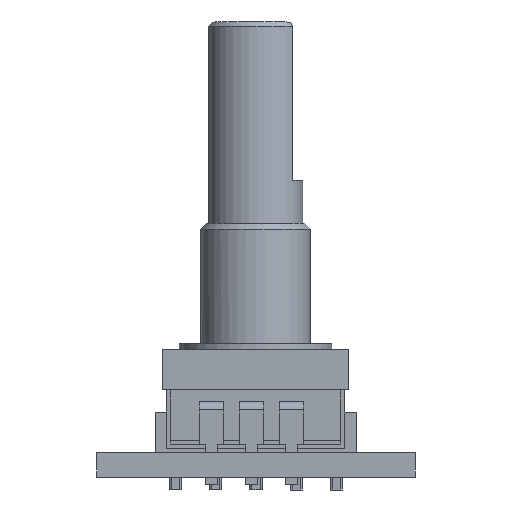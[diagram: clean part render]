
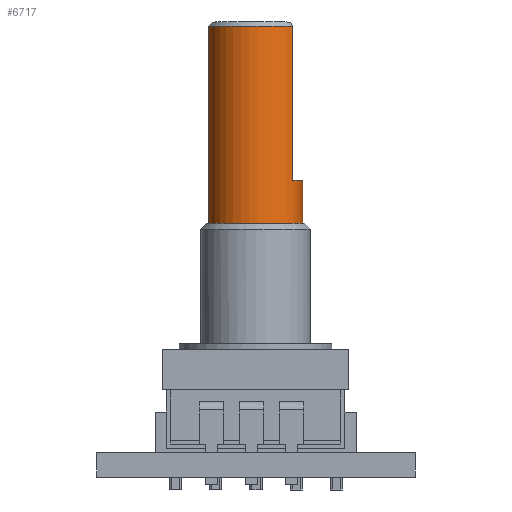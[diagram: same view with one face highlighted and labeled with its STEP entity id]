
A CAD part, left-side view. The second image highlights one B-rep face of the part: STEP entity #6717.
In plain terms, the highlighted cylindrical face has radius 2.985 mm (diameter 5.969 mm), a full revolution.
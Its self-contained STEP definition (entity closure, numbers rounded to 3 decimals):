
#418=LINE('',#10116,#1188);
#419=LINE('',#10121,#1189);
#420=LINE('',#10124,#1190);
#1188=VECTOR('',#8080,2.985);
#1189=VECTOR('',#8085,9.754);
#1190=VECTOR('',#8088,9.754);
#1749=CYLINDRICAL_SURFACE('',#7193,2.985);
#1933=FACE_OUTER_BOUND('',#2295,.T.);
#2295=EDGE_LOOP('',(#4824,#4825,#4826,#4827,#4828,#4829,#4830,#4831));
#2623=CIRCLE('',#7194,2.985);
#2624=CIRCLE('',#7195,2.985);
#2625=CIRCLE('',#7196,2.985);
#2626=CIRCLE('',#7197,2.985);
#2976=VERTEX_POINT('',#10112);
#2977=VERTEX_POINT('',#10113);
#2978=VERTEX_POINT('',#10115);
#2979=VERTEX_POINT('',#10118);
#2980=VERTEX_POINT('',#10120);
#2981=VERTEX_POINT('',#10122);
#3679=EDGE_CURVE('',#2976,#2977,#2623,.T.);
#3680=EDGE_CURVE('',#2977,#2978,#418,.T.);
#3681=EDGE_CURVE('',#2978,#2978,#2624,.T.);
#3682=EDGE_CURVE('',#2977,#2979,#2625,.T.);
#3683=EDGE_CURVE('',#2979,#2980,#419,.T.);
#3684=EDGE_CURVE('',#2981,#2980,#2626,.T.);
#3685=EDGE_CURVE('',#2981,#2976,#420,.T.);
#4824=ORIENTED_EDGE('',*,*,#3679,.T.);
#4825=ORIENTED_EDGE('',*,*,#3680,.T.);
#4826=ORIENTED_EDGE('',*,*,#3681,.F.);
#4827=ORIENTED_EDGE('',*,*,#3680,.F.);
#4828=ORIENTED_EDGE('',*,*,#3682,.T.);
#4829=ORIENTED_EDGE('',*,*,#3683,.T.);
#4830=ORIENTED_EDGE('',*,*,#3684,.F.);
#4831=ORIENTED_EDGE('',*,*,#3685,.T.);
#6717=ADVANCED_FACE('',(#1933),#1749,.T.);
#7193=AXIS2_PLACEMENT_3D('',#10111,#8076,#8077);
#7194=AXIS2_PLACEMENT_3D('',#10114,#8078,#8079);
#7195=AXIS2_PLACEMENT_3D('',#10117,#8081,#8082);
#7196=AXIS2_PLACEMENT_3D('',#10119,#8083,#8084);
#7197=AXIS2_PLACEMENT_3D('',#10123,#8086,#8087);
#8076=DIRECTION('center_axis',(0.,0.,
1.));
#8077=DIRECTION('ref_axis',(-0.371,0.929,0.));
#8078=DIRECTION('center_axis',(0.,0.,
-1.));
#8079=DIRECTION('ref_axis',(-0.371,0.929,0.));
#8080=DIRECTION('',(0.,0.,-1.));
#8081=DIRECTION('center_axis',(0.,0.,
-1.));
#8082=DIRECTION('ref_axis',(-0.371,0.929,0.));
#8083=DIRECTION('center_axis',(0.,0.,
-1.));
#8084=DIRECTION('ref_axis',(-0.371,0.929,0.));
#8085=DIRECTION('',(0.,0.,1.));
#8086=DIRECTION('center_axis',(0.,0.,
1.));
#8087=DIRECTION('ref_axis',(-0.371,0.929,0.));
#8088=DIRECTION('',(0.,0.,-1.));
#10111=CARTESIAN_POINT('Origin',(0.,0.,
-0.5));
#10112=CARTESIAN_POINT('',(2.955,-0.419,2.192));
#10113=CARTESIAN_POINT('',(1.108,-2.771,2.192));
#10114=CARTESIAN_POINT('Origin',(0.,0.,
2.192));
#10115=CARTESIAN_POINT('',(1.108,-2.771,-0.5));
#10116=CARTESIAN_POINT('',(1.108,-2.771,-0.5));
#10117=CARTESIAN_POINT('Origin',(0.,0.,
-0.5));
#10118=CARTESIAN_POINT('',(-1.852,-2.341,2.192));
#10119=CARTESIAN_POINT('Origin',(0.,0.,
2.192));
#10120=CARTESIAN_POINT('',(-1.852,-2.341,11.946));
#10121=CARTESIAN_POINT('',(-1.852,-2.341,-0.5));
#10122=CARTESIAN_POINT('',(2.955,-0.419,11.946));
#10123=CARTESIAN_POINT('Origin',(0.,0.,
11.946));
#10124=CARTESIAN_POINT('',(2.955,-0.419,-0.5));
